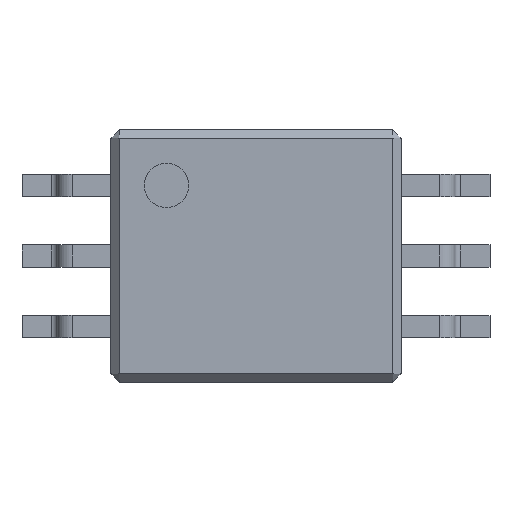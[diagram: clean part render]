
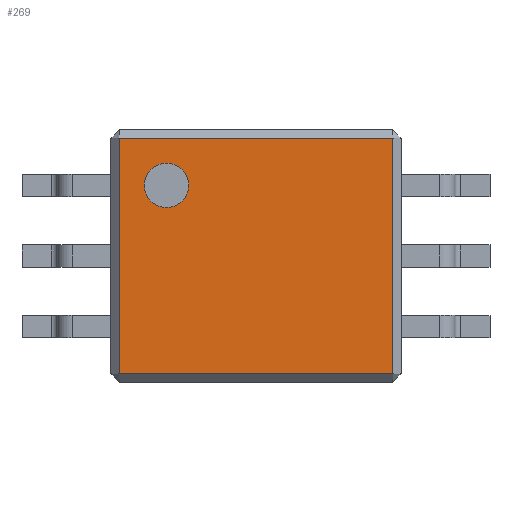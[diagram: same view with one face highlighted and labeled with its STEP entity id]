
A CAD part, top view. The second image highlights one B-rep face of the part: STEP entity #269.
In plain terms, the highlighted planar face has unit normal (0, 0, 1).
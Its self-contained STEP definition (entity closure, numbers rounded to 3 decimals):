
#13=DIRECTION('',(0.,0.,1.));
#14=DIRECTION('',(1.,0.,0.));
#69=VECTOR('',#70,1.);
#70=DIRECTION('',(0.,1.,0.));
#142=VERTEX_POINT('',#143);
#143=CARTESIAN_POINT('',(-2.46,-2.12,1.4));
#151=VERTEX_POINT('',#152);
#152=CARTESIAN_POINT('',(-2.46,2.12,1.4));
#157=ORIENTED_EDGE('',*,*,#158,.F.);
#158=EDGE_CURVE('',#142,#151,#159,.T.);
#159=LINE('',#160,#69);
#160=CARTESIAN_POINT('',(-2.46,-2.27,1.4));
#226=VECTOR('',#14,1.);
#269=ADVANCED_FACE('',(#270,#288),#297,.T.);
#270=FACE_BOUND('',#271,.T.);
#271=EDGE_LOOP('',(#157,#272,#278,#284));
#272=ORIENTED_EDGE('',*,*,#273,.T.);
#273=EDGE_CURVE('',#142,#274,#276,.T.);
#274=VERTEX_POINT('',#275);
#275=CARTESIAN_POINT('',(2.46,-2.12,1.4));
#276=LINE('',#277,#226);
#277=CARTESIAN_POINT('',(-2.61,-2.12,1.4));
#278=ORIENTED_EDGE('',*,*,#279,.T.);
#279=EDGE_CURVE('',#274,#280,#282,.T.);
#280=VERTEX_POINT('',#281);
#281=CARTESIAN_POINT('',(2.46,2.12,1.4));
#282=LINE('',#283,#69);
#283=CARTESIAN_POINT('',(2.46,-2.27,1.4));
#284=ORIENTED_EDGE('',*,*,#285,.F.);
#285=EDGE_CURVE('',#151,#280,#286,.T.);
#286=LINE('',#287,#226);
#287=CARTESIAN_POINT('',(-2.61,2.12,1.4));
#288=FACE_BOUND('',#289,.T.);
#289=EDGE_LOOP('',(#290));
#290=ORIENTED_EDGE('',*,*,#291,.F.);
#291=EDGE_CURVE('',#292,#292,#294,.T.);
#292=VERTEX_POINT('',#293);
#293=CARTESIAN_POINT('',(-1.21,1.27,1.4));
#294=CIRCLE('',#295,0.4);
#295=AXIS2_PLACEMENT_3D('',#296,#13,#14);
#296=CARTESIAN_POINT('',(-1.61,1.27,1.4));
#297=PLANE('',#298);
#298=AXIS2_PLACEMENT_3D('',#299,#13,#14);
#299=CARTESIAN_POINT('',(-2.61,-2.27,1.4));
